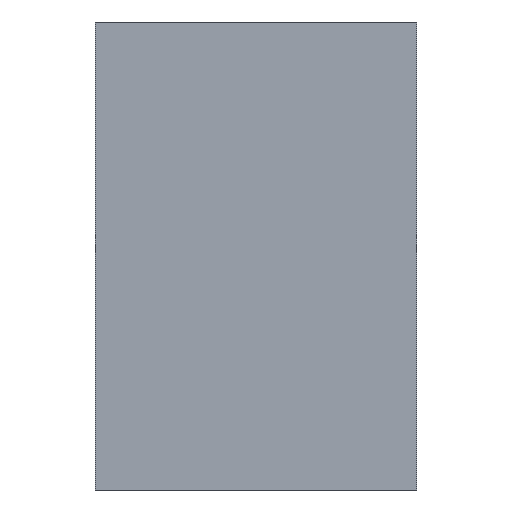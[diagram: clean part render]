
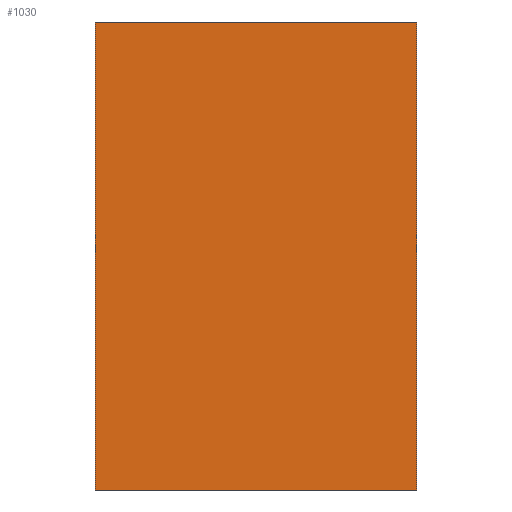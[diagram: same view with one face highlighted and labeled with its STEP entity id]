
A CAD part, left-side view. The second image highlights one B-rep face of the part: STEP entity #1030.
In plain terms, the highlighted planar face has unit normal (-1, 0, 0).
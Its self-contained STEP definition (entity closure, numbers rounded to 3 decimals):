
#11 = EDGE_CURVE ( 'NONE', #564, #704, #403, .T. ) ;
#17 = CARTESIAN_POINT ( 'NONE',  ( -0.8, 0.55, -0.4 ) ) ;
#95 = DIRECTION ( 'NONE',  ( 0., 0., -1. ) ) ;
#98 = DIRECTION ( 'NONE',  ( 1., 0., 0. ) ) ;
#180 = CARTESIAN_POINT ( 'NONE',  ( -0.8, 0., 0.4 ) ) ;
#187 = EDGE_CURVE ( 'NONE', #235, #620, #373, .T. ) ;
#205 = CARTESIAN_POINT ( 'NONE',  ( -0.8, 0., -0.4 ) ) ;
#235 = VERTEX_POINT ( 'NONE', #727 ) ;
#338 = ORIENTED_EDGE ( 'NONE', *, *, #187, .F. ) ;
#340 = AXIS2_PLACEMENT_3D ( 'NONE', #180, #98, #95 ) ;
#372 = VECTOR ( 'NONE', #1055, 1000. ) ;
#373 = LINE ( 'NONE', #1084, #910 ) ;
#384 = FACE_OUTER_BOUND ( 'NONE', #879, .T. ) ;
#392 = ORIENTED_EDGE ( 'NONE', *, *, #538, .T. ) ;
#403 = LINE ( 'NONE', #205, #563 ) ;
#441 = ORIENTED_EDGE ( 'NONE', *, *, #772, .F. ) ;
#538 = EDGE_CURVE ( 'NONE', #235, #564, #929, .T. ) ;
#563 = VECTOR ( 'NONE', #792, 1000. ) ;
#564 = VERTEX_POINT ( 'NONE', #17 ) ;
#620 = VERTEX_POINT ( 'NONE', #691 ) ;
#691 = CARTESIAN_POINT ( 'NONE',  ( -0.8, 0., 0.4 ) ) ;
#704 = VERTEX_POINT ( 'NONE', #883 ) ;
#711 = DIRECTION ( 'NONE',  ( 0., 0., -1. ) ) ;
#727 = CARTESIAN_POINT ( 'NONE',  ( -0.8, 0.55, 0.4 ) ) ;
#772 = EDGE_CURVE ( 'NONE', #620, #704, #958, .T. ) ;
#792 = DIRECTION ( 'NONE',  ( 0., -1., 0. ) ) ;
#846 = PLANE ( 'NONE',  #340 ) ;
#863 = VECTOR ( 'NONE', #711, 1000. ) ;
#869 = CARTESIAN_POINT ( 'NONE',  ( -0.8, 0.55, 0.4 ) ) ;
#879 = EDGE_LOOP ( 'NONE', ( #915, #441, #338, #392 ) ) ;
#883 = CARTESIAN_POINT ( 'NONE',  ( -0.8, 0., -0.4 ) ) ;
#910 = VECTOR ( 'NONE', #1192, 1000. ) ;
#915 = ORIENTED_EDGE ( 'NONE', *, *, #11, .T. ) ;
#929 = LINE ( 'NONE', #869, #372 ) ;
#958 = LINE ( 'NONE', #1096, #863 ) ;
#1030 = ADVANCED_FACE ( 'NONE', ( #384 ), #846, .F. ) ;
#1055 = DIRECTION ( 'NONE',  ( 0., 0., -1. ) ) ;
#1084 = CARTESIAN_POINT ( 'NONE',  ( -0.8, 0., 0.4 ) ) ;
#1096 = CARTESIAN_POINT ( 'NONE',  ( -0.8, 0., 0.4 ) ) ;
#1192 = DIRECTION ( 'NONE',  ( 0., -1., 0. ) ) ;
